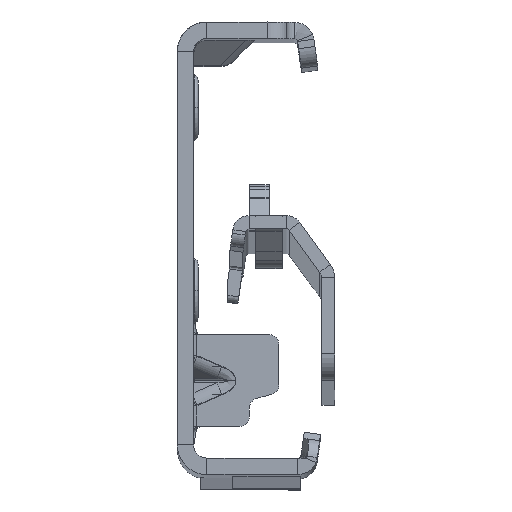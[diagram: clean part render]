
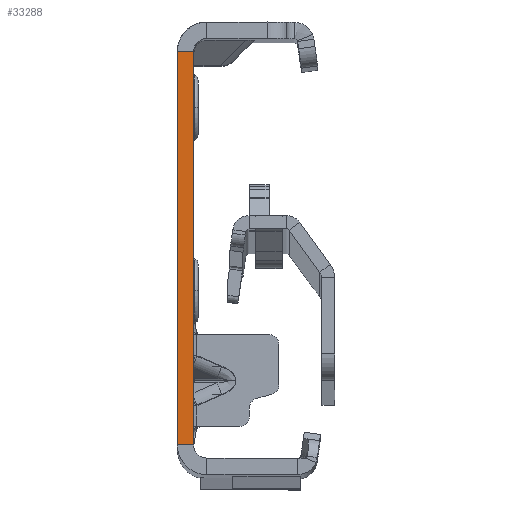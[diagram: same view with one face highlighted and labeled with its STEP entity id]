
A CAD part, top view. The second image highlights one B-rep face of the part: STEP entity #33288.
In plain terms, the highlighted planar face has unit normal (0, 0, 1).
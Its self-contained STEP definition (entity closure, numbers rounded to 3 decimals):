
#730 = LINE ( 'NONE', #4505, #26674 ) ;
#1515 = DIRECTION ( 'NONE',  ( -1., 0., 0. ) ) ;
#4505 = CARTESIAN_POINT ( 'NONE',  ( 0., -32., 0. ) ) ;
#5037 = LINE ( 'NONE', #31949, #40591 ) ;
#6825 = VECTOR ( 'NONE', #46284, 1000. ) ;
#8452 = CARTESIAN_POINT ( 'NONE',  ( -2.5, -32., 0. ) ) ;
#8791 = CARTESIAN_POINT ( 'NONE',  ( -2.5, 30., 0. ) ) ;
#11223 = EDGE_CURVE ( 'NONE', #11414, #26816, #5037, .T. ) ;
#11414 = VERTEX_POINT ( 'NONE', #16230 ) ;
#12222 = LINE ( 'NONE', #8452, #6825 ) ;
#13920 = CARTESIAN_POINT ( 'NONE',  ( 0., 30., 0. ) ) ;
#16230 = CARTESIAN_POINT ( 'NONE',  ( 0., -30., 0. ) ) ;
#18096 = DIRECTION ( 'NONE',  ( 0., 0., 1. ) ) ;
#18434 = EDGE_CURVE ( 'NONE', #31433, #26816, #12222, .T. ) ;
#20252 = CARTESIAN_POINT ( 'NONE',  ( 0., 30., 0. ) ) ;
#26026 = LINE ( 'NONE', #13920, #44264 ) ;
#26674 = VECTOR ( 'NONE', #43316, 1000. ) ;
#26816 = VERTEX_POINT ( 'NONE', #29932 ) ;
#29157 = ORIENTED_EDGE ( 'NONE', *, *, #18434, .T. ) ;
#29313 = EDGE_CURVE ( 'NONE', #32941, #11414, #730, .T. ) ;
#29407 = EDGE_LOOP ( 'NONE', ( #38433, #31690, #29157, #34775 ) ) ;
#29932 = CARTESIAN_POINT ( 'NONE',  ( -2.5, -30., 0. ) ) ;
#31433 = VERTEX_POINT ( 'NONE', #8791 ) ;
#31690 = ORIENTED_EDGE ( 'NONE', *, *, #35322, .T. ) ;
#31949 = CARTESIAN_POINT ( 'NONE',  ( 0., -30., 0. ) ) ;
#32941 = VERTEX_POINT ( 'NONE', #20252 ) ;
#33288 = ADVANCED_FACE ( 'NONE', ( #37083 ), #44138, .T. ) ;
#34775 = ORIENTED_EDGE ( 'NONE', *, *, #11223, .F. ) ;
#35322 = EDGE_CURVE ( 'NONE', #32941, #31433, #26026, .T. ) ;
#36584 = DIRECTION ( 'NONE',  ( 1., 0., 0. ) ) ;
#37083 = FACE_OUTER_BOUND ( 'NONE', #29407, .T. ) ;
#37333 = CARTESIAN_POINT ( 'NONE',  ( -2.5, -32., 0. ) ) ;
#38433 = ORIENTED_EDGE ( 'NONE', *, *, #29313, .F. ) ;
#39494 = AXIS2_PLACEMENT_3D ( 'NONE', #37333, #18096, #36584 ) ;
#40591 = VECTOR ( 'NONE', #1515, 1000. ) ;
#43316 = DIRECTION ( 'NONE',  ( 0., -1., 0. ) ) ;
#44138 = PLANE ( 'NONE',  #39494 ) ;
#44264 = VECTOR ( 'NONE', #48738, 1000. ) ;
#46284 = DIRECTION ( 'NONE',  ( 0., -1., 0. ) ) ;
#48738 = DIRECTION ( 'NONE',  ( -1., 0., 0. ) ) ;
